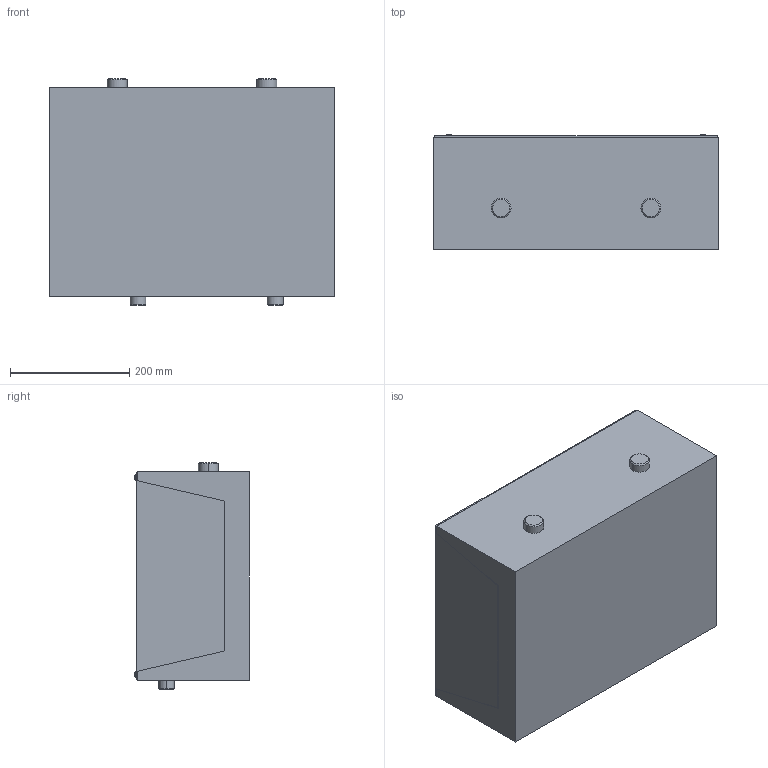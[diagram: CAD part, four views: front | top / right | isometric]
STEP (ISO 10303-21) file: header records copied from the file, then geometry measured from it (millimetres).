
FILE_DESCRIPTION(('CATIA V5 STEP Exchange','CAx-IF Rec.Pracs.--- Model Styling and Organization---1.4--- 2014-01-23','CAx-IF Rec.Pracs.---3D Tessellated Data Validation Properties---0.5---2014-09-14'),'2;1');
FILE_NAME('STEP_SATK10253_-_TST.stp','2022-04-07T09:40:55+00:00',('none'),('none'),'CATIA Version 5-6 Release 2019 SP3','CATIA V5 STEP AP242 v1','none');
FILE_SCHEMA(('AP242_MANAGED_MODEL_BASED_3D_ENGINEERING_MIM_LF {1 0 10303 442 1 1 4}'));
Length unit declared in the file: millimetre
Products named in the file (1): SATK10253 - TST
Bounding box: 477 x 192.48 x 380.5 mm (x, y, z)
Volume: 31650052.3 mm3; surface area: 658490.4 mm2
Topology: 1 solids, 1 shells, 125 faces, 307 edges, 202 vertices
Faces by surface type: plane 72, cylinder 37, cone 8, sphere 8
Entity records: 3465 total; most frequent: ORIENTED_EDGE 614, CARTESIAN_POINT 592, DIRECTION 471, EDGE_CURVE 307, VERTEX_POINT 202, VECTOR 201, LINE 201, AXIS2_PLACEMENT_3D 189
